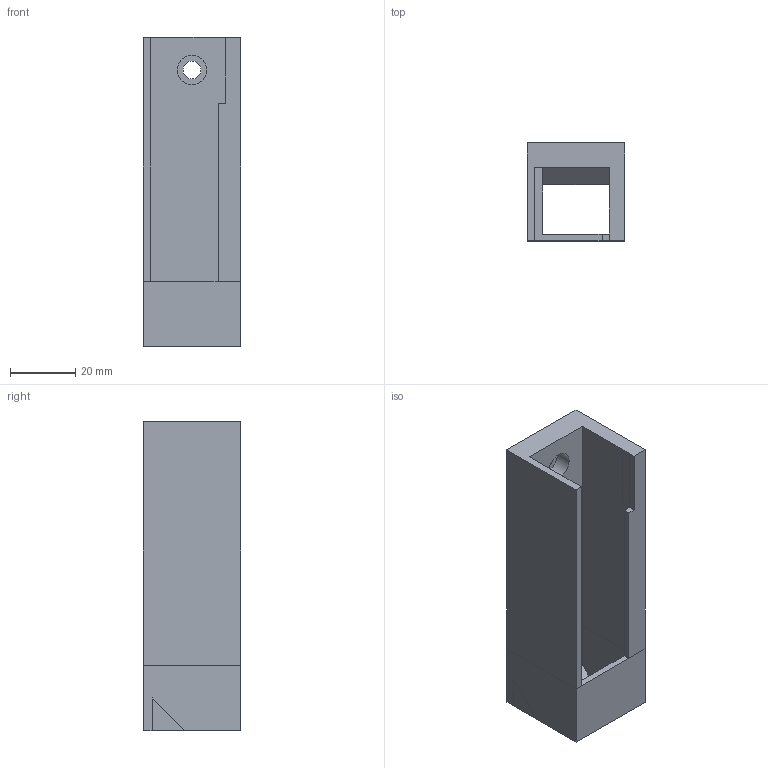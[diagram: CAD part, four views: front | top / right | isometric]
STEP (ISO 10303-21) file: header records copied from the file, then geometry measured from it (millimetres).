
FILE_DESCRIPTION(('FreeCAD Model'),'2;1');
FILE_NAME('Open CASCADE Shape Model','2024-12-06T19:53:13',(''),(''), 'Open CASCADE STEP processor 7.8','FreeCAD','Unknown');
FILE_SCHEMA(('AUTOMOTIVE_DESIGN { 1 0 10303 214 1 1 1 1 }'));
Length unit declared in the file: millimetre
Products named in the file (1): ToolHolder20Cell
Bounding box: 30 x 30 x 95 mm (x, y, z)
Volume: 38433.9 mm3; surface area: 17882.6 mm2
Topology: 1 solids, 1 shells, 33 faces, 81 edges, 49 vertices
Faces by surface type: plane 31, cylinder 2
Full cylindrical faces by diameter (mm): 5.5 x1, 9 x1
Entity records: 2028 total; most frequent: CARTESIAN_POINT 338, DIRECTION 313, LINE 235, VECTOR 235, ORIENTED_EDGE 162, PCURVE 162, DEFINITIONAL_REPRESENTATION 162, EDGE_CURVE 81
